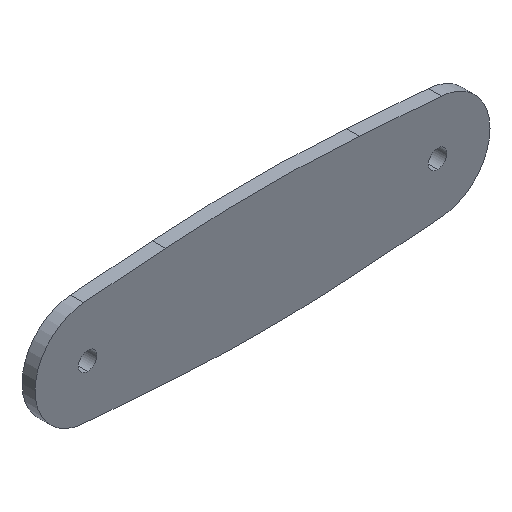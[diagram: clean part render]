
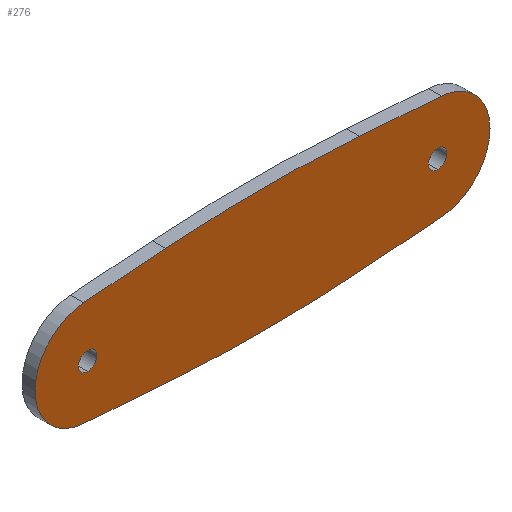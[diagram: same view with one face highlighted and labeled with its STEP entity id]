
A CAD part, isometric view. The second image highlights one B-rep face of the part: STEP entity #276.
In plain terms, the highlighted planar face has unit normal (0, -1, 0).
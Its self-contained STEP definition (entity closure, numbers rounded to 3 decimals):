
#2 = CARTESIAN_POINT ( 'NONE',  ( 0., 0., -2.1 ) ) ;
#8 = PLANE ( 'NONE',  #251 ) ;
#16 = DIRECTION ( 'NONE',  ( 0., 0., 1. ) ) ;
#17 = EDGE_CURVE ( 'NONE', #40, #335, #55, .T. ) ;
#25 = CARTESIAN_POINT ( 'NONE',  ( -0.888, 0., -11.967 ) ) ;
#31 = EDGE_CURVE ( 'NONE', #82, #479, #158, .T. ) ;
#40 = VERTEX_POINT ( 'NONE', #323 ) ;
#44 = DIRECTION ( 'NONE',  ( 0., -1., 0. ) ) ;
#46 = EDGE_CURVE ( 'NONE', #498, #303, #527, .T. ) ;
#54 = EDGE_CURVE ( 'NONE', #115, #40, #401, .T. ) ;
#55 = LINE ( 'NONE', #545, #431 ) ;
#58 = AXIS2_PLACEMENT_3D ( 'NONE', #438, #261, #173 ) ;
#66 = CARTESIAN_POINT ( 'NONE',  ( 62.192, 0., 13.354 ) ) ;
#78 = CIRCLE ( 'NONE', #135, 2.1 ) ;
#80 = CARTESIAN_POINT ( 'NONE',  ( 40., 0., -285.824 ) ) ;
#81 = CARTESIAN_POINT ( 'NONE',  ( 80., 0., 2.1 ) ) ;
#82 = VERTEX_POINT ( 'NONE', #464 ) ;
#85 = VERTEX_POINT ( 'NONE', #66 ) ;
#86 = VECTOR ( 'NONE', #116, 1000. ) ;
#89 = CARTESIAN_POINT ( 'NONE',  ( 62.192, 0., -13.354 ) ) ;
#93 = FACE_BOUND ( 'NONE', #232, .T. ) ;
#101 = DIRECTION ( 'NONE',  ( 0., -1., 0. ) ) ;
#104 = AXIS2_PLACEMENT_3D ( 'NONE', #341, #302, #475 ) ;
#107 = ORIENTED_EDGE ( 'NONE', *, *, #402, .T. ) ;
#115 = VERTEX_POINT ( 'NONE', #313 ) ;
#116 = DIRECTION ( 'NONE',  ( -0.997, 0., 0.074 ) ) ;
#117 = CIRCLE ( 'NONE', #260, 12. ) ;
#123 = CARTESIAN_POINT ( 'NONE',  ( 80.888, 0., 11.967 ) ) ;
#124 = CARTESIAN_POINT ( 'NONE',  ( 40., 0., 285.824 ) ) ;
#133 = CIRCLE ( 'NONE', #58, 2.1 ) ;
#134 = ORIENTED_EDGE ( 'NONE', *, *, #207, .T. ) ;
#135 = AXIS2_PLACEMENT_3D ( 'NONE', #271, #231, #16 ) ;
#136 = EDGE_CURVE ( 'NONE', #418, #291, #476, .T. ) ;
#147 = DIRECTION ( 'NONE',  ( 0., 1., 0. ) ) ;
#158 = LINE ( 'NONE', #186, #463 ) ;
#163 = ORIENTED_EDGE ( 'NONE', *, *, #519, .T. ) ;
#166 = CARTESIAN_POINT ( 'NONE',  ( 0., 0., 2.1 ) ) ;
#173 = DIRECTION ( 'NONE',  ( 0., 0., 1. ) ) ;
#180 = AXIS2_PLACEMENT_3D ( 'NONE', #417, #315, #497 ) ;
#182 = CARTESIAN_POINT ( 'NONE',  ( 17.808, 0., 13.354 ) ) ;
#186 = CARTESIAN_POINT ( 'NONE',  ( 40., 0., -15. ) ) ;
#190 = DIRECTION ( 'NONE',  ( 0.997, 0., 0.074 ) ) ;
#194 = DIRECTION ( 'NONE',  ( 0., 1., 0. ) ) ;
#207 = EDGE_CURVE ( 'NONE', #528, #368, #78, .T. ) ;
#211 = CARTESIAN_POINT ( 'NONE',  ( 17.808, 0., -13.354 ) ) ;
#215 = CARTESIAN_POINT ( 'NONE',  ( 80., 0., 0. ) ) ;
#227 = FACE_OUTER_BOUND ( 'NONE', #439, .T. ) ;
#230 = LINE ( 'NONE', #25, #86 ) ;
#231 = DIRECTION ( 'NONE',  ( 0., 1., 0. ) ) ;
#232 = EDGE_LOOP ( 'NONE', ( #163, #134 ) ) ;
#251 = AXIS2_PLACEMENT_3D ( 'NONE', #215, #44, #354 ) ;
#252 = ORIENTED_EDGE ( 'NONE', *, *, #136, .T. ) ;
#260 = AXIS2_PLACEMENT_3D ( 'NONE', #506, #147, #541 ) ;
#261 = DIRECTION ( 'NONE',  ( 0., 1., 0. ) ) ;
#262 = ORIENTED_EDGE ( 'NONE', *, *, #425, .F. ) ;
#264 = LINE ( 'NONE', #393, #277 ) ;
#271 = CARTESIAN_POINT ( 'NONE',  ( 80., 0., 0. ) ) ;
#276 = ADVANCED_FACE ( 'NONE', ( #473, #227, #93 ), #8, .T. ) ;
#277 = VECTOR ( 'NONE', #344, 1000. ) ;
#278 = CARTESIAN_POINT ( 'NONE',  ( 0., 0., 0. ) ) ;
#281 = AXIS2_PLACEMENT_3D ( 'NONE', #124, #386, #338 ) ;
#287 = EDGE_LOOP ( 'NONE', ( #252, #107 ) ) ;
#291 = VERTEX_POINT ( 'NONE', #166 ) ;
#293 = CARTESIAN_POINT ( 'NONE',  ( 40., 0., -14.176 ) ) ;
#297 = CARTESIAN_POINT ( 'NONE',  ( 80., 0., -2.1 ) ) ;
#302 = DIRECTION ( 'NONE',  ( 0., 1., 0. ) ) ;
#303 = VERTEX_POINT ( 'NONE', #293 ) ;
#305 = CIRCLE ( 'NONE', #104, 2.1 ) ;
#311 = DIRECTION ( 'NONE',  ( 0., -1., 0. ) ) ;
#313 = CARTESIAN_POINT ( 'NONE',  ( -0.888, 0., -11.967 ) ) ;
#315 = DIRECTION ( 'NONE',  ( 0., 1., 0. ) ) ;
#323 = CARTESIAN_POINT ( 'NONE',  ( -0.888, 0., 11.967 ) ) ;
#328 = ORIENTED_EDGE ( 'NONE', *, *, #346, .T. ) ;
#330 = EDGE_CURVE ( 'NONE', #303, #479, #524, .T. ) ;
#335 = VERTEX_POINT ( 'NONE', #182 ) ;
#338 = DIRECTION ( 'NONE',  ( 0., 0., -1. ) ) ;
#341 = CARTESIAN_POINT ( 'NONE',  ( 80., 0., 0. ) ) ;
#344 = DIRECTION ( 'NONE',  ( 0.997, 0., -0.074 ) ) ;
#346 = EDGE_CURVE ( 'NONE', #85, #335, #350, .T. ) ;
#350 = CIRCLE ( 'NONE', #427, 300. ) ;
#353 = AXIS2_PLACEMENT_3D ( 'NONE', #360, #101, #411 ) ;
#354 = DIRECTION ( 'NONE',  ( 0., 0., -1. ) ) ;
#360 = CARTESIAN_POINT ( 'NONE',  ( 40., 0., 285.824 ) ) ;
#366 = DIRECTION ( 'NONE',  ( 0., 0., 1. ) ) ;
#368 = VERTEX_POINT ( 'NONE', #297 ) ;
#386 = DIRECTION ( 'NONE',  ( 0., -1., 0. ) ) ;
#393 = CARTESIAN_POINT ( 'NONE',  ( 80.888, 0., 11.967 ) ) ;
#394 = ORIENTED_EDGE ( 'NONE', *, *, #549, .F. ) ;
#401 = CIRCLE ( 'NONE', #525, 12. ) ;
#402 = EDGE_CURVE ( 'NONE', #291, #418, #133, .T. ) ;
#411 = DIRECTION ( 'NONE',  ( 0., 0., -1. ) ) ;
#417 = CARTESIAN_POINT ( 'NONE',  ( 0., 0., 0. ) ) ;
#418 = VERTEX_POINT ( 'NONE', #2 ) ;
#422 = VERTEX_POINT ( 'NONE', #123 ) ;
#425 = EDGE_CURVE ( 'NONE', #85, #422, #264, .T. ) ;
#427 = AXIS2_PLACEMENT_3D ( 'NONE', #80, #311, #518 ) ;
#431 = VECTOR ( 'NONE', #190, 1000. ) ;
#438 = CARTESIAN_POINT ( 'NONE',  ( 0., 0., 0. ) ) ;
#439 = EDGE_LOOP ( 'NONE', ( #262, #328, #472, #544, #394, #486, #466, #532, #444 ) ) ;
#444 = ORIENTED_EDGE ( 'NONE', *, *, #543, .F. ) ;
#463 = VECTOR ( 'NONE', #495, 1000. ) ;
#464 = CARTESIAN_POINT ( 'NONE',  ( 80.888, 0., -11.967 ) ) ;
#466 = ORIENTED_EDGE ( 'NONE', *, *, #330, .T. ) ;
#472 = ORIENTED_EDGE ( 'NONE', *, *, #17, .F. ) ;
#473 = FACE_BOUND ( 'NONE', #287, .T. ) ;
#475 = DIRECTION ( 'NONE',  ( 0., 0., 1. ) ) ;
#476 = CIRCLE ( 'NONE', #180, 2.1 ) ;
#479 = VERTEX_POINT ( 'NONE', #89 ) ;
#486 = ORIENTED_EDGE ( 'NONE', *, *, #46, .T. ) ;
#495 = DIRECTION ( 'NONE',  ( -0.997, 0., -0.074 ) ) ;
#497 = DIRECTION ( 'NONE',  ( 0., 0., 1. ) ) ;
#498 = VERTEX_POINT ( 'NONE', #211 ) ;
#506 = CARTESIAN_POINT ( 'NONE',  ( 80., 0., 0. ) ) ;
#518 = DIRECTION ( 'NONE',  ( 0., 0., -1. ) ) ;
#519 = EDGE_CURVE ( 'NONE', #368, #528, #305, .T. ) ;
#524 = CIRCLE ( 'NONE', #281, 300. ) ;
#525 = AXIS2_PLACEMENT_3D ( 'NONE', #278, #194, #366 ) ;
#527 = CIRCLE ( 'NONE', #353, 300. ) ;
#528 = VERTEX_POINT ( 'NONE', #81 ) ;
#532 = ORIENTED_EDGE ( 'NONE', *, *, #31, .F. ) ;
#541 = DIRECTION ( 'NONE',  ( 0., 0., -1. ) ) ;
#543 = EDGE_CURVE ( 'NONE', #422, #82, #117, .T. ) ;
#544 = ORIENTED_EDGE ( 'NONE', *, *, #54, .F. ) ;
#545 = CARTESIAN_POINT ( 'NONE',  ( 40., 0., 15. ) ) ;
#549 = EDGE_CURVE ( 'NONE', #498, #115, #230, .T. ) ;
